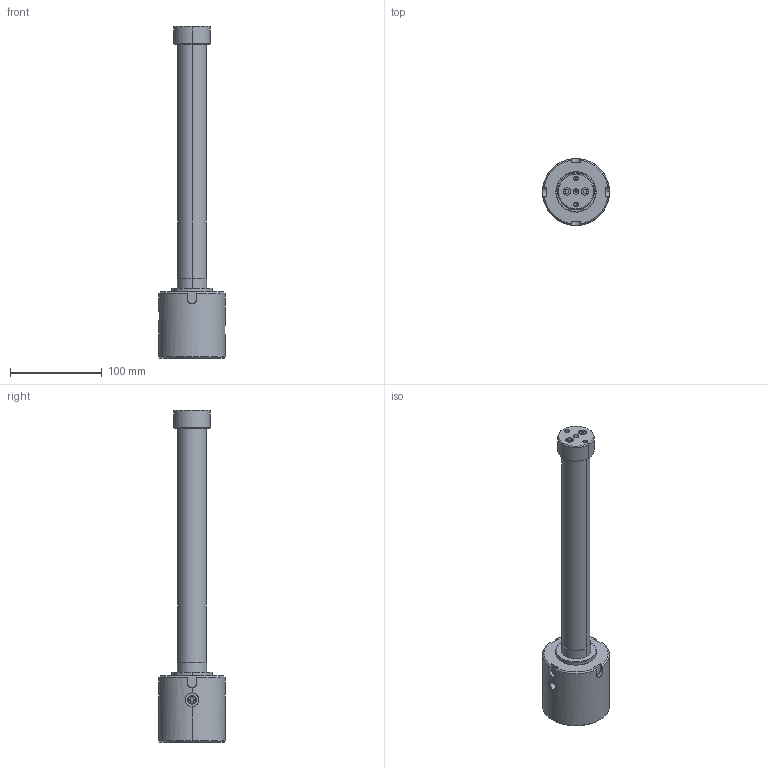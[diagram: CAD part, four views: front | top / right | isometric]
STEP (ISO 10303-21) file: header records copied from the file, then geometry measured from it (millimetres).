
FILE_DESCRIPTION (( 'STEP AP203' ), '1' );
FILE_NAME ('YPA-2-400.STEP', '2022-09-19T03:06:19', ( '微软用户' ), ( '微软中国' ), 'SwSTEP 2.0', 'SolidWorks 2012', '' );
FILE_SCHEMA (( 'CONFIG_CONTROL_DESIGN' ));
Length unit declared in the file: millimetre
Products named in the file (4): YRA-4-255-綴裔; YRA-2-400蛌粣; YRA-2-255-掛极; YPA-2-400
Assembly tree (3 placements, depth 2):
  YPA-2-400
    YRA-2-255-掛极
    YRA-2-400蛌粣
    YRA-4-255-綴裔
Bounding box: 73 x 73 x 362 mm (x, y, z)
Volume: 533768.1 mm3; surface area: 83491.3 mm2
Topology: 4 solids, 4 shells, 135 faces, 304 edges, 184 vertices
Faces by surface type: cylinder 63, plane 38, cone 34
Entity records: 4647 total; most frequent: CARTESIAN_POINT 1197, DIRECTION 687, ORIENTED_EDGE 588, EDGE_CURVE 294, AXIS2_PLACEMENT_3D 278, VERTEX_POINT 184, EDGE_LOOP 158, CIRCLE 137
